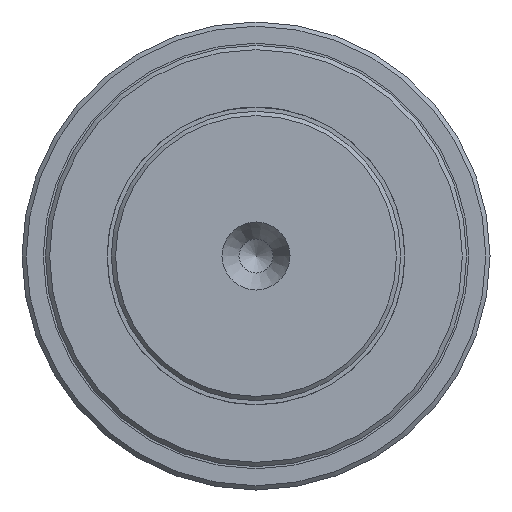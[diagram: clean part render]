
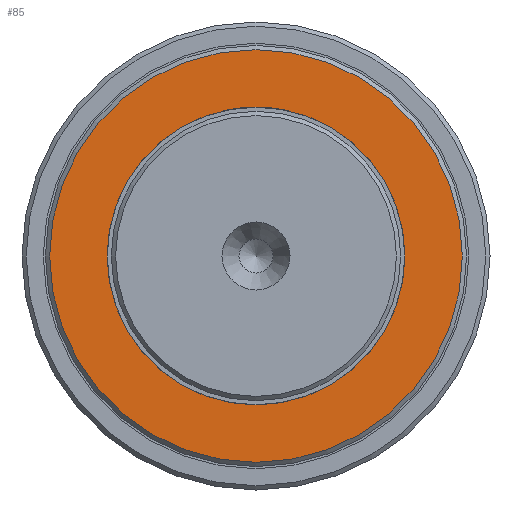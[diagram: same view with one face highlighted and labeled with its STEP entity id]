
A CAD part, front view. The second image highlights one B-rep face of the part: STEP entity #85.
In plain terms, the highlighted planar face has unit normal (0, -1, 0).
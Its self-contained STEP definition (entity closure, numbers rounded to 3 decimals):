
#85=ADVANCED_FACE('',(#134,#135),#113,.T.);
#113=PLANE('',#419);
#134=FACE_BOUND('',#187,.T.);
#135=FACE_BOUND('',#188,.T.);
#187=EDGE_LOOP('',(#246));
#188=EDGE_LOOP('',(#247));
#246=ORIENTED_EDGE('',*,*,#351,.T.);
#247=ORIENTED_EDGE('',*,*,#350,.F.);
#315=VERTEX_POINT('',#677);
#316=VERTEX_POINT('',#680);
#350=EDGE_CURVE('',#315,#315,#383,.T.);
#351=EDGE_CURVE('',#316,#316,#384,.T.);
#383=CIRCLE('',#416,17.5);
#384=CIRCLE('',#418,24.25);
#416=AXIS2_PLACEMENT_3D('',#676,#490,#491);
#418=AXIS2_PLACEMENT_3D('',#679,#494,#495);
#419=AXIS2_PLACEMENT_3D('',#681,#496,#497);
#490=DIRECTION('',(0.,-1.,0.));
#491=DIRECTION('',(0.,0.,-1.));
#494=DIRECTION('',(0.,-1.,0.));
#495=DIRECTION('',(0.,0.,-1.));
#496=DIRECTION('',(0.,-1.,0.));
#497=DIRECTION('',(0.,0.,1.));
#676=CARTESIAN_POINT('',(0.,39.961,0.));
#677=CARTESIAN_POINT('',(0.,39.961,-17.5));
#679=CARTESIAN_POINT('',(0.,39.961,0.));
#680=CARTESIAN_POINT('',(0.,39.961,-24.25));
#681=CARTESIAN_POINT('',(17.5,39.961,0.));
